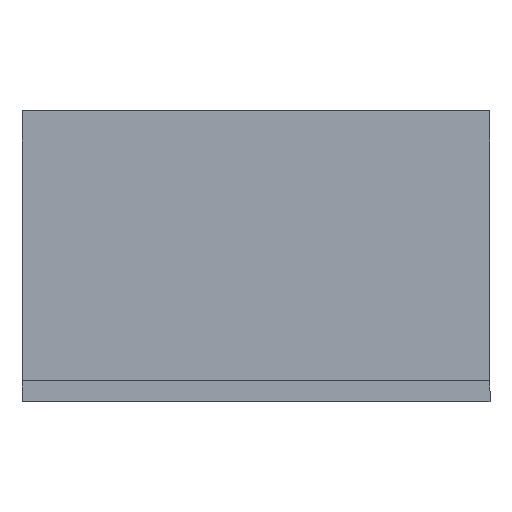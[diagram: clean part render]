
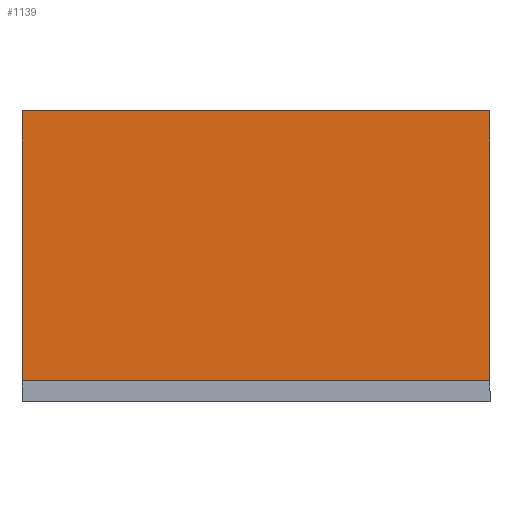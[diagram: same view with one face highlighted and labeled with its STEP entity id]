
A CAD part, left-side view. The second image highlights one B-rep face of the part: STEP entity #1139.
In plain terms, the highlighted planar face has unit normal (-1, 0, 0).
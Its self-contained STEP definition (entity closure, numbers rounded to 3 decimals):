
#73=FACE_OUTER_BOUND('',#132,.T.);
#132=EDGE_LOOP('',(#892,#893,#894,#895,#896,#897,#898,#899));
#251=LINE('',#2790,#397);
#267=LINE('',#2824,#413);
#270=LINE('',#2832,#416);
#271=LINE('',#2834,#417);
#272=LINE('',#2835,#418);
#273=LINE('',#2837,#419);
#274=LINE('',#2839,#420);
#275=LINE('',#2840,#421);
#397=VECTOR('',#1384,10.);
#413=VECTOR('',#1412,10.);
#416=VECTOR('',#1419,10.);
#417=VECTOR('',#1420,10.);
#418=VECTOR('',#1421,10.);
#419=VECTOR('',#1422,10.);
#420=VECTOR('',#1423,10.);
#421=VECTOR('',#1424,10.);
#538=VERTEX_POINT('',#2787);
#539=VERTEX_POINT('',#2789);
#550=VERTEX_POINT('',#2821);
#551=VERTEX_POINT('',#2823);
#554=VERTEX_POINT('',#2831);
#555=VERTEX_POINT('',#2833);
#556=VERTEX_POINT('',#2836);
#557=VERTEX_POINT('',#2838);
#667=EDGE_CURVE('',#538,#539,#251,.T.);
#687=EDGE_CURVE('',#550,#551,#267,.T.);
#691=EDGE_CURVE('',#554,#550,#270,.T.);
#692=EDGE_CURVE('',#555,#554,#271,.T.);
#693=EDGE_CURVE('',#539,#555,#272,.T.);
#694=EDGE_CURVE('',#556,#538,#273,.T.);
#695=EDGE_CURVE('',#557,#556,#274,.T.);
#696=EDGE_CURVE('',#557,#551,#275,.T.);
#892=ORIENTED_EDGE('',*,*,#687,.F.);
#893=ORIENTED_EDGE('',*,*,#691,.F.);
#894=ORIENTED_EDGE('',*,*,#692,.F.);
#895=ORIENTED_EDGE('',*,*,#693,.F.);
#896=ORIENTED_EDGE('',*,*,#667,.F.);
#897=ORIENTED_EDGE('',*,*,#694,.F.);
#898=ORIENTED_EDGE('',*,*,#695,.F.);
#899=ORIENTED_EDGE('',*,*,#696,.T.);
#1089=PLANE('',#1223);
#1139=ADVANCED_FACE('',(#73),#1089,.T.);
#1223=AXIS2_PLACEMENT_3D('',#2830,#1417,#1418);
#1384=DIRECTION('',(0.,-1.,0.));
#1412=DIRECTION('',(0.,1.,0.));
#1417=DIRECTION('center_axis',(-1.,0.,0.));
#1418=DIRECTION('ref_axis',(0.,0.,1.));
#1419=DIRECTION('',(0.,0.,-1.));
#1420=DIRECTION('',(0.,0.,-1.));
#1421=DIRECTION('',(0.,0.,-1.));
#1422=DIRECTION('',(0.,0.,1.));
#1423=DIRECTION('',(0.,0.,1.));
#1424=DIRECTION('',(0.,0.,-1.));
#2787=CARTESIAN_POINT('',(72.5,45.,2.));
#2789=CARTESIAN_POINT('',(72.5,0.,2.));
#2790=CARTESIAN_POINT('',(72.5,22.5,2.));
#2821=CARTESIAN_POINT('',(72.5,0.,-23.998));
#2823=CARTESIAN_POINT('',(72.5,45.,-23.998));
#2824=CARTESIAN_POINT('',(72.5,22.5,-23.998));
#2830=CARTESIAN_POINT('Origin',(72.5,22.5,30.595));
#2831=CARTESIAN_POINT('',(72.5,0.,-20.998));
#2832=CARTESIAN_POINT('',(72.5,0.,0.424));
#2833=CARTESIAN_POINT('',(72.5,0.,-3.));
#2834=CARTESIAN_POINT('',(72.5,0.,-74.405));
#2835=CARTESIAN_POINT('',(72.5,0.,0.424));
#2836=CARTESIAN_POINT('',(72.5,45.,-3.));
#2837=CARTESIAN_POINT('',(72.5,45.,4.799));
#2838=CARTESIAN_POINT('',(72.5,45.,-20.998));
#2839=CARTESIAN_POINT('',(72.5,45.,135.595));
#2840=CARTESIAN_POINT('',(72.5,45.,4.799));
